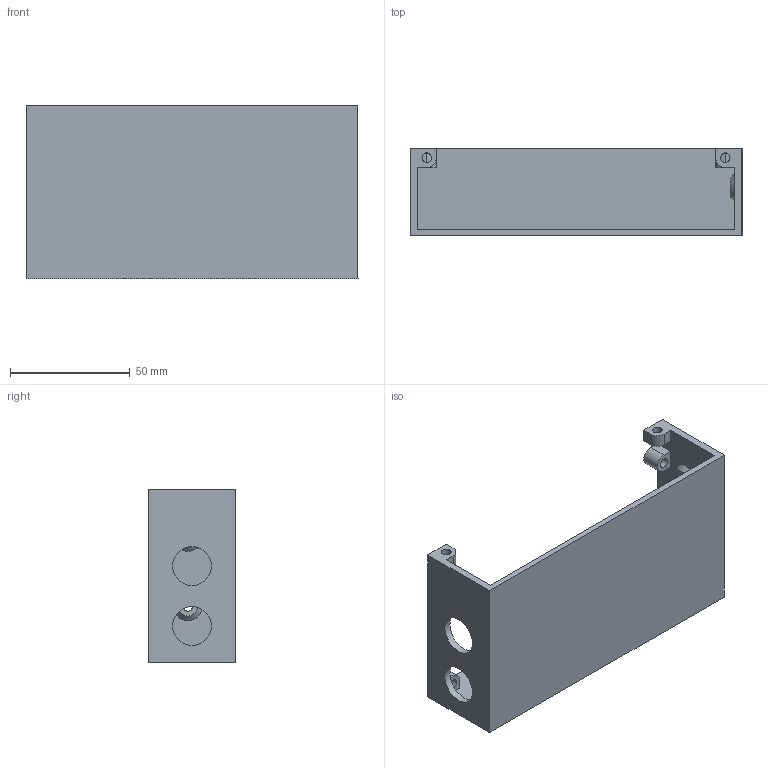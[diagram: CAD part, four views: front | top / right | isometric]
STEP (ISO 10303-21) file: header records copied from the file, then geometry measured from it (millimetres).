
FILE_DESCRIPTION(/* description */ (''),/* implementation_level */ '2;1');
FILE_NAME(/* name */ 'obudowa_bottom.stp',/* time_stamp */ '2023-10-05T10:03:23+02:00',/* author */ ('1mich'),/* organization */ (''),/* preprocessor_version */ 'ST-DEVELOPER v19',/* originating_system */ 'Autodesk Inventor 2023',/* authorisation */ '');
FILE_SCHEMA (('AUTOMOTIVE_DESIGN { 1 0 10303 214 3 1 1 }'));
Length unit declared in the file: millimetre
Products named in the file (1): obudowa_bottom
Bounding box: 138.58 x 36.5 x 72.56 mm (x, y, z)
Volume: 54406.1 mm3; surface area: 41302.7 mm2
Topology: 1 solids, 1 shells, 56 faces, 200 edges, 187 vertices
Faces by surface type: plane 38, cylinder 16, cone 2
Full cylindrical faces by diameter (mm): 4 x8, 16.3 x2
Entity records: 2107 total; most frequent: CARTESIAN_POINT 403, DIRECTION 330, ORIENTED_EDGE 312, EDGE_CURVE 156, LINE 120, VECTOR 120, AXIS2_PLACEMENT_3D 105, VERTEX_POINT 104
